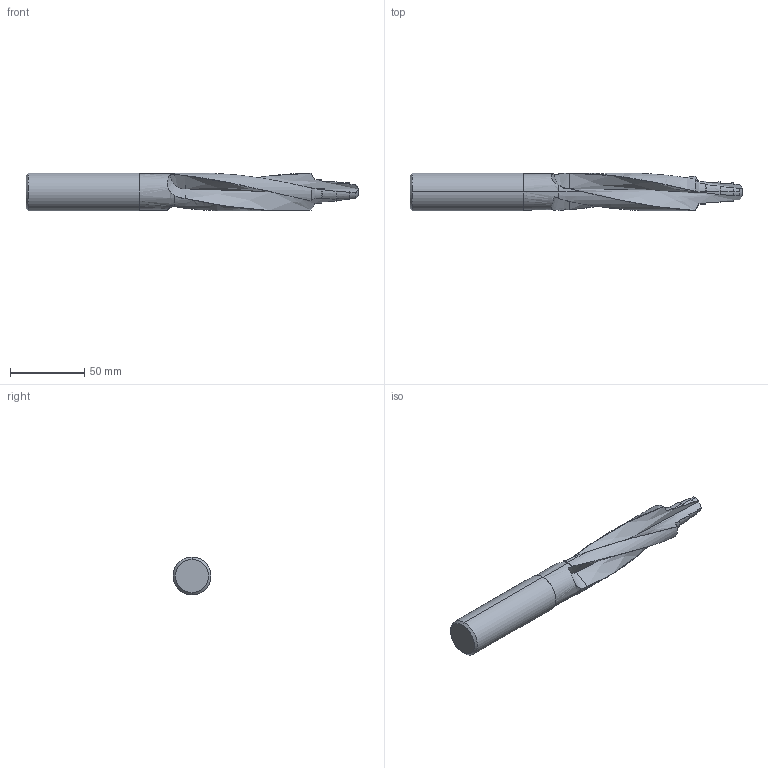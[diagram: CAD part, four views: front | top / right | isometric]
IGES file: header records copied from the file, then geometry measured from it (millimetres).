
Start section: SolidWorks IGES file using analytic representation for surfaces
Global section: file name: T-9-D-HSS.IGS; native system: SolidWorks 2014; preprocessor: SolidWorks 2014; author: Martin; date: 170614.104323; units: inch
Bounding box: 223.27 x 25.41 x 25.41 mm (x, y, z)
Surface area: 19087.6 mm2 (no closed solid volume)
Topology: 0 solids, 0 shells, 67 faces, 791 edges, 785 vertices
Faces by surface type: revolution 55, bspline 12
